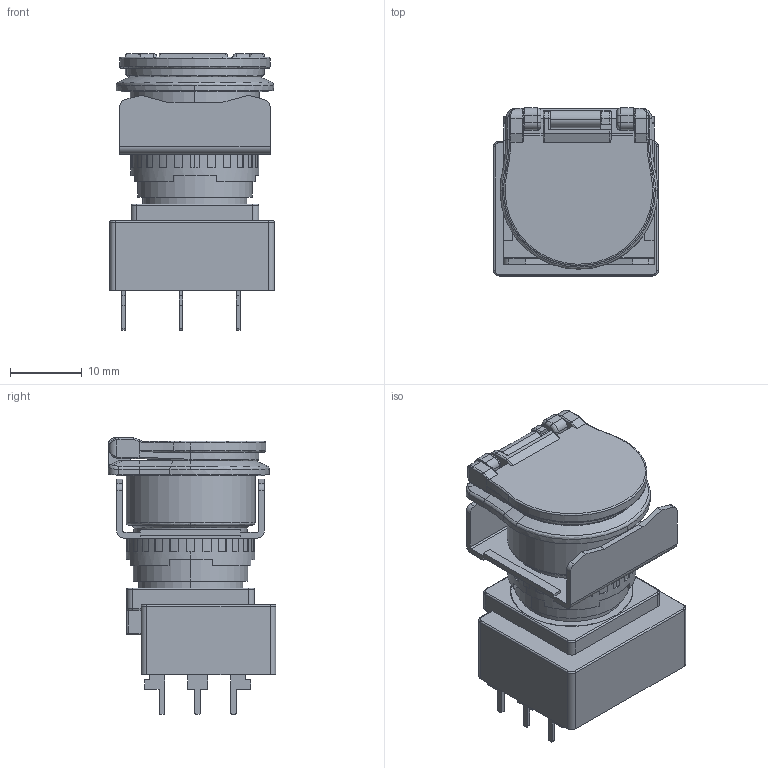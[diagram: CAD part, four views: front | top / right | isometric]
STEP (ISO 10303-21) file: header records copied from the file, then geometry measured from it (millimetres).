
FILE_DESCRIPTION (( 'STEP AP214' ), '1' );
FILE_NAME ('298_LB6GB-[M][A]1T[3][7]V$.STEP', '2020-09-25T02:31:04', ( 'IDEC' ), ( 'IDEC' ), 'SwSTEP 2.0', 'SolidWorks 2019', '' );
FILE_SCHEMA (( 'AUTOMOTIVE_DESIGN' ));
Length unit declared in the file: millimetre
Products named in the file (5): LB-OPERATOR-M; 298_LB6GB-[M][A]1T[3][7]V$; LB-T3V; LB-FL-G-BODY-M; LB-FL-NUT-SET
Assembly tree (4 placements, depth 2):
  298_LB6GB-[M][A]1T[3][7]V$
    LB-FL-G-BODY-M
    LB-OPERATOR-M
    LB-T3V
    LB-FL-NUT-SET
Bounding box: 23 x 23.4 x 38.6 mm (x, y, z)
Volume: 9998.5 mm3; surface area: 8017.3 mm2
Topology: 4 solids, 4 shells, 662 faces, 1720 edges, 1074 vertices
Faces by surface type: plane 321, cylinder 231, bspline 91, cone 19
Entity records: 24312 total; most frequent: CARTESIAN_POINT 7499, ORIENTED_EDGE 3420, DIRECTION 3159, EDGE_CURVE 1710, VERTEX_POINT 1074, AXIS2_PLACEMENT_3D 1065, VECTOR 1029, LINE 1029
